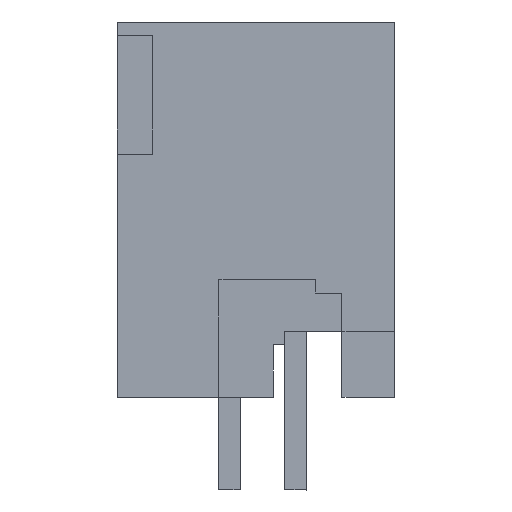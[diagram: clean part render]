
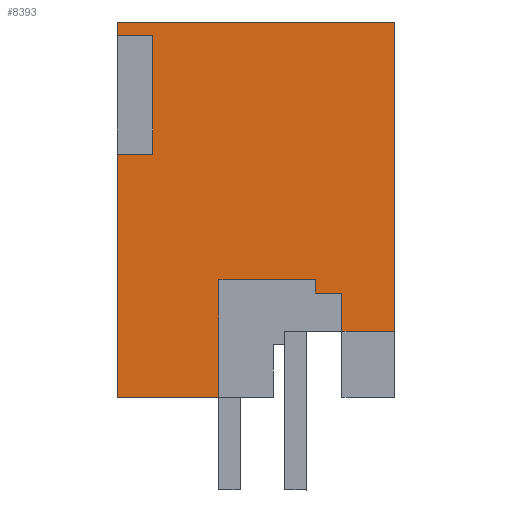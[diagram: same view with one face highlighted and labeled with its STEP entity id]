
A CAD part, left-side view. The second image highlights one B-rep face of the part: STEP entity #8393.
In plain terms, the highlighted planar face has unit normal (-1, 0, 0).
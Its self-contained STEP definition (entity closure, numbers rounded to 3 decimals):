
#8321=AXIS2_PLACEMENT_3D('Plane Axis2P3D',#8318,#8319,#8320) ;
#1601=CARTESIAN_POINT('Vertex',(0.,6.65,3.5)) ;
#1604=CARTESIAN_POINT('Line Origine',(0.,8.575,3.5)) ;
#1608=CARTESIAN_POINT('Vertex',(0.,10.5,3.5)) ;
#3122=CARTESIAN_POINT('Vertex',(0.,2.,6.)) ;
#3125=CARTESIAN_POINT('Line Origine',(0.,2.,6.725)) ;
#3129=CARTESIAN_POINT('Vertex',(0.,2.,7.45)) ;
#3161=CARTESIAN_POINT('Line Origine',(0.,2.5,7.45)) ;
#3165=CARTESIAN_POINT('Vertex',(0.,3.,7.45)) ;
#3183=CARTESIAN_POINT('Line Origine',(0.,3.,7.7)) ;
#3187=CARTESIAN_POINT('Vertex',(0.,3.,7.95)) ;
#3212=CARTESIAN_POINT('Line Origine',(0.,4.825,7.95)) ;
#3216=CARTESIAN_POINT('Vertex',(0.,6.65,7.95)) ;
#3241=CARTESIAN_POINT('Line Origine',(0.,6.65,5.725)) ;
#8318=CARTESIAN_POINT('Axis2P3D Location',(0.,10.5,0.)) ;
#8323=CARTESIAN_POINT('Line Origine',(0.,10.5,8.1)) ;
#8327=CARTESIAN_POINT('Vertex',(0.,10.5,12.7)) ;
#8330=CARTESIAN_POINT('Line Origine',(0.,1.,6.)) ;
#8334=CARTESIAN_POINT('Vertex',(0.,0.,6.)) ;
#8337=CARTESIAN_POINT('Line Origine',(0.,0.,11.85)) ;
#8341=CARTESIAN_POINT('Vertex',(0.,0.,17.7)) ;
#8344=CARTESIAN_POINT('Line Origine',(0.,5.25,17.7)) ;
#8348=CARTESIAN_POINT('Vertex',(0.,10.5,17.7)) ;
#8351=CARTESIAN_POINT('Line Origine',(0.,10.5,17.45)) ;
#8355=CARTESIAN_POINT('Vertex',(0.,10.5,17.2)) ;
#8358=CARTESIAN_POINT('Line Origine',(0.,9.825,17.2)) ;
#8362=CARTESIAN_POINT('Vertex',(0.,9.15,17.2)) ;
#8365=CARTESIAN_POINT('Line Origine',(0.,9.15,14.95)) ;
#8369=CARTESIAN_POINT('Vertex',(0.,9.15,12.7)) ;
#8372=CARTESIAN_POINT('Line Origine',(0.,9.825,12.7)) ;
#1605=DIRECTION('Vector Direction',(0.,1.,0.)) ;
#3126=DIRECTION('Vector Direction',(0.,0.,-1.)) ;
#3162=DIRECTION('Vector Direction',(0.,1.,0.)) ;
#3184=DIRECTION('Vector Direction',(0.,0.,1.)) ;
#3213=DIRECTION('Vector Direction',(0.,1.,0.)) ;
#3242=DIRECTION('Vector Direction',(0.,0.,1.)) ;
#8319=DIRECTION('Axis2P3D Direction',(-1.,0.,0.)) ;
#8320=DIRECTION('Axis2P3D XDirection',(0.,0.,1.)) ;
#8324=DIRECTION('Vector Direction',(0.,0.,1.)) ;
#8331=DIRECTION('Vector Direction',(0.,1.,0.)) ;
#8338=DIRECTION('Vector Direction',(0.,0.,1.)) ;
#8345=DIRECTION('Vector Direction',(0.,1.,0.)) ;
#8352=DIRECTION('Vector Direction',(0.,0.,1.)) ;
#8359=DIRECTION('Vector Direction',(0.,-1.,0.)) ;
#8366=DIRECTION('Vector Direction',(0.,0.,-1.)) ;
#8373=DIRECTION('Vector Direction',(0.,-1.,0.)) ;
#1606=VECTOR('Line Direction',#1605,1.) ;
#3127=VECTOR('Line Direction',#3126,1.) ;
#3163=VECTOR('Line Direction',#3162,1.) ;
#3185=VECTOR('Line Direction',#3184,1.) ;
#3214=VECTOR('Line Direction',#3213,1.) ;
#3243=VECTOR('Line Direction',#3242,1.) ;
#8325=VECTOR('Line Direction',#8324,1.) ;
#8332=VECTOR('Line Direction',#8331,1.) ;
#8339=VECTOR('Line Direction',#8338,1.) ;
#8346=VECTOR('Line Direction',#8345,1.) ;
#8353=VECTOR('Line Direction',#8352,1.) ;
#8360=VECTOR('Line Direction',#8359,1.) ;
#8367=VECTOR('Line Direction',#8366,1.) ;
#8374=VECTOR('Line Direction',#8373,1.) ;
#8378=ORIENTED_EDGE('',*,*,#8329,.T.) ;
#8379=ORIENTED_EDGE('',*,*,#1610,.T.) ;
#8380=ORIENTED_EDGE('',*,*,#3245,.T.) ;
#8381=ORIENTED_EDGE('',*,*,#3218,.T.) ;
#8382=ORIENTED_EDGE('',*,*,#3189,.T.) ;
#8383=ORIENTED_EDGE('',*,*,#3167,.T.) ;
#8384=ORIENTED_EDGE('',*,*,#3131,.T.) ;
#8385=ORIENTED_EDGE('',*,*,#8336,.T.) ;
#8386=ORIENTED_EDGE('',*,*,#8343,.T.) ;
#8387=ORIENTED_EDGE('',*,*,#8350,.T.) ;
#8388=ORIENTED_EDGE('',*,*,#8357,.T.) ;
#8389=ORIENTED_EDGE('',*,*,#8364,.F.) ;
#8390=ORIENTED_EDGE('',*,*,#8371,.F.) ;
#8391=ORIENTED_EDGE('',*,*,#8376,.F.) ;
#8393=ADVANCED_FACE('HOUSING',(#8392),#8322,.T.) ;
#1610=EDGE_CURVE('',#1609,#1602,#1607,.F.) ;
#3131=EDGE_CURVE('',#3130,#3123,#3128,.T.) ;
#3167=EDGE_CURVE('',#3166,#3130,#3164,.F.) ;
#3189=EDGE_CURVE('',#3188,#3166,#3186,.F.) ;
#3218=EDGE_CURVE('',#3217,#3188,#3215,.F.) ;
#3245=EDGE_CURVE('',#1602,#3217,#3244,.T.) ;
#8329=EDGE_CURVE('',#8328,#1609,#8326,.F.) ;
#8336=EDGE_CURVE('',#3123,#8335,#8333,.F.) ;
#8343=EDGE_CURVE('',#8335,#8342,#8340,.T.) ;
#8350=EDGE_CURVE('',#8342,#8349,#8347,.T.) ;
#8357=EDGE_CURVE('',#8349,#8356,#8354,.F.) ;
#8364=EDGE_CURVE('',#8363,#8356,#8361,.F.) ;
#8371=EDGE_CURVE('',#8370,#8363,#8368,.F.) ;
#8376=EDGE_CURVE('',#8328,#8370,#8375,.T.) ;
#8377=EDGE_LOOP('',(#8378,#8379,#8380,#8381,#8382,#8383,#8384,#8385,#8386,#8387,#8388,#8389,#8390,#8391)) ;
#8392=FACE_OUTER_BOUND('',#8377,.T.) ;
#1607=LINE('Line',#1604,#1606) ;
#3128=LINE('Line',#3125,#3127) ;
#3164=LINE('Line',#3161,#3163) ;
#3186=LINE('Line',#3183,#3185) ;
#3215=LINE('Line',#3212,#3214) ;
#3244=LINE('Line',#3241,#3243) ;
#8326=LINE('Line',#8323,#8325) ;
#8333=LINE('Line',#8330,#8332) ;
#8340=LINE('Line',#8337,#8339) ;
#8347=LINE('Line',#8344,#8346) ;
#8354=LINE('Line',#8351,#8353) ;
#8361=LINE('Line',#8358,#8360) ;
#8368=LINE('Line',#8365,#8367) ;
#8375=LINE('Line',#8372,#8374) ;
#8322=PLANE('',#8321) ;
#1602=VERTEX_POINT('',#1601) ;
#1609=VERTEX_POINT('',#1608) ;
#3123=VERTEX_POINT('',#3122) ;
#3130=VERTEX_POINT('',#3129) ;
#3166=VERTEX_POINT('',#3165) ;
#3188=VERTEX_POINT('',#3187) ;
#3217=VERTEX_POINT('',#3216) ;
#8328=VERTEX_POINT('',#8327) ;
#8335=VERTEX_POINT('',#8334) ;
#8342=VERTEX_POINT('',#8341) ;
#8349=VERTEX_POINT('',#8348) ;
#8356=VERTEX_POINT('',#8355) ;
#8363=VERTEX_POINT('',#8362) ;
#8370=VERTEX_POINT('',#8369) ;
